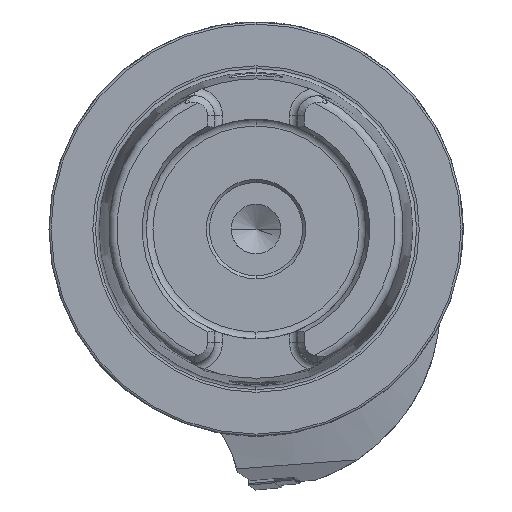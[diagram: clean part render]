
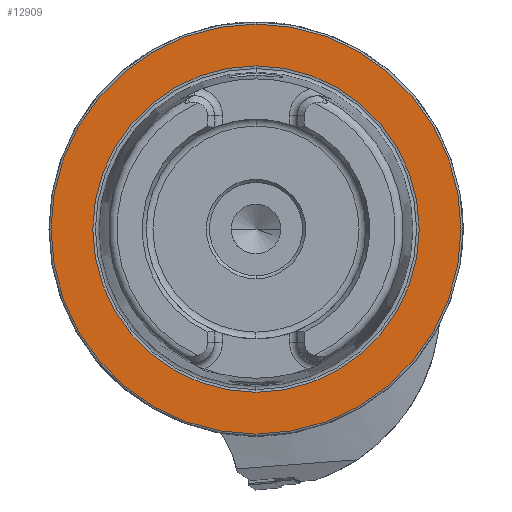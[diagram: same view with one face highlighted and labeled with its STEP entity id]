
A CAD part, left-side view. The second image highlights one B-rep face of the part: STEP entity #12909.
In plain terms, the highlighted planar face has unit normal (-1, 0, 0).
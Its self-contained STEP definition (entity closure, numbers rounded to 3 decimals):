
#686 = EDGE_CURVE ( 'NONE', #2999, #3008, #3073, .T. ) ;
#703 = EDGE_CURVE ( 'NONE', #3006, #2998, #3094, .T. ) ;
#1876 = AXIS2_PLACEMENT_3D ( 'NONE', #3325, #3326, #3327 ) ;
#1885 = AXIS2_PLACEMENT_3D ( 'NONE', #3432, #3433, #3434 ) ;
#2998 = VERTEX_POINT ( 'NONE', #7409 ) ;
#2999 = VERTEX_POINT ( 'NONE', #7410 ) ;
#3006 = VERTEX_POINT ( 'NONE', #7417 ) ;
#3008 = VERTEX_POINT ( 'NONE', #7419 ) ;
#3073 = CIRCLE ( 'NONE', #1876, 39.405 ) ;
#3094 = CIRCLE ( 'NONE', #1885, 49.5 ) ;
#3325 = CARTESIAN_POINT ( 'NONE',  ( 0., 0., 0. ) ) ;
#3326 = DIRECTION ( 'NONE',  ( -1., 0., 0. ) ) ;
#3327 = DIRECTION ( 'NONE',  ( 0., 0., 1. ) ) ;
#3432 = CARTESIAN_POINT ( 'NONE',  ( 0., 0., 0. ) ) ;
#3433 = DIRECTION ( 'NONE',  ( -1., 0., 0. ) ) ;
#3434 = DIRECTION ( 'NONE',  ( 0., 0., 1. ) ) ;
#7409 = CARTESIAN_POINT ( 'NONE',  ( 0., 0., -49.5 ) ) ;
#7410 = CARTESIAN_POINT ( 'NONE',  ( 0., 0., -39.405 ) ) ;
#7417 = CARTESIAN_POINT ( 'NONE',  ( 0., 0., 49.5 ) ) ;
#7419 = CARTESIAN_POINT ( 'NONE',  ( 0., 0., 39.405 ) ) ;
#8661 = ORIENTED_EDGE ( 'NONE', *, *, #13032, .T. ) ;
#9399 = FACE_BOUND ( 'NONE', #13524, .T. ) ;
#9402 = FACE_OUTER_BOUND ( 'NONE', #13241, .T. ) ;
#9499 = CIRCLE ( 'NONE', #10224, 39.405 ) ;
#9500 = CIRCLE ( 'NONE', #10225, 49.5 ) ;
#10186 = AXIS2_PLACEMENT_3D ( 'NONE', #10586, #10596, #10597 ) ;
#10224 = AXIS2_PLACEMENT_3D ( 'NONE', #11091, #11092, #11093 ) ;
#10225 = AXIS2_PLACEMENT_3D ( 'NONE', #11094, #11095, #11096 ) ;
#10586 = CARTESIAN_POINT ( 'NONE',  ( 0., 49.5, 0. ) ) ;
#10594 = PLANE ( 'NONE',  #10186 ) ;
#10596 = DIRECTION ( 'NONE',  ( 1., 0., 0. ) ) ;
#10597 = DIRECTION ( 'NONE',  ( 0., 0., -1. ) ) ;
#11091 = CARTESIAN_POINT ( 'NONE',  ( 0., 0., 0. ) ) ;
#11092 = DIRECTION ( 'NONE',  ( -1., 0., 0. ) ) ;
#11093 = DIRECTION ( 'NONE',  ( 0., 0., 1. ) ) ;
#11094 = CARTESIAN_POINT ( 'NONE',  ( 0., 0., 0. ) ) ;
#11095 = DIRECTION ( 'NONE',  ( -1., 0., 0. ) ) ;
#11096 = DIRECTION ( 'NONE',  ( 0., 0., 1. ) ) ;
#12106 = ORIENTED_EDGE ( 'NONE', *, *, #703, .T. ) ;
#12270 = ORIENTED_EDGE ( 'NONE', *, *, #686, .F. ) ;
#12537 = ORIENTED_EDGE ( 'NONE', *, *, #13031, .F. ) ;
#12909 = ADVANCED_FACE ( 'NONE', ( #9399, #9402 ), #10594, .F. ) ;
#13031 = EDGE_CURVE ( 'NONE', #3008, #2999, #9499, .T. ) ;
#13032 = EDGE_CURVE ( 'NONE', #2998, #3006, #9500, .T. ) ;
#13241 = EDGE_LOOP ( 'NONE', ( #12106, #8661 ) ) ;
#13524 = EDGE_LOOP ( 'NONE', ( #12537, #12270 ) ) ;
